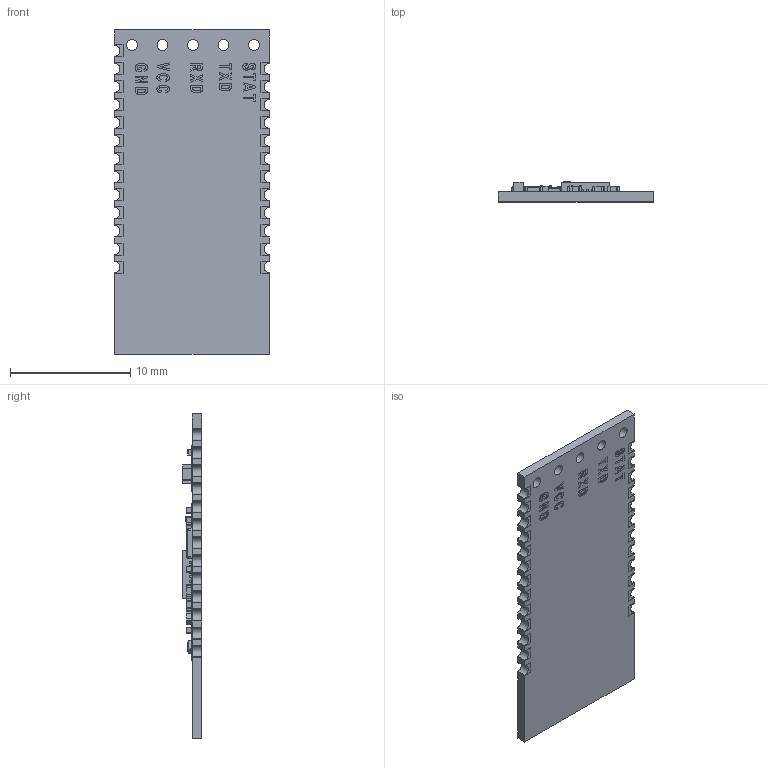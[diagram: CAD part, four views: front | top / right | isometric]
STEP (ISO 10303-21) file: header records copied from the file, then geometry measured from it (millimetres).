
FILE_DESCRIPTION(('STEP AP214'), '1');
FILE_NAME('JDY-31', '', ('UNSPECIFIED'), ('UNSPECIFIED'), 'ASCON STEP Converter 1.3', 'ASCON Math Kernel', '');
FILE_SCHEMA(('AUTOMOTIVE_DESIGN { 1 0 10303 214 3 1 1}'));
Length unit declared in the file: millimetre
Products named in the file (7): 3D.000.000.000; CNC.000.000.000
Assembly tree (18 placements, depth 2):
  3D.000.000.000
    3D.000.000.000
    (unnamed)  x12
    (unnamed)
    (unnamed)  x2
    CNC.000.000.000
    (unnamed)
Bounding box: 12.9 x 1.66 x 27 mm (x, y, z)
Volume: 290.7 mm3; surface area: 914.1 mm2
Topology: 34 solids, 34 shells, 2123 faces, 5475 edges, 3254 vertices
Faces by surface type: plane 1054, cylinder 601, bspline 256, sphere 208, torus 4
Full cylindrical faces by diameter (mm): 0.6 x1, 0.9 x5, 0.91 x5, 2 x4
Entity records: 50078 total; most frequent: CARTESIAN_POINT 8102, ORIENTED_EDGE 6724, DIRECTION 6398, EDGE_CURVE 3362, LINE 2550, VECTOR 2550, VERTEX_POINT 2202, AXIS2_PLACEMENT_3D 1924
